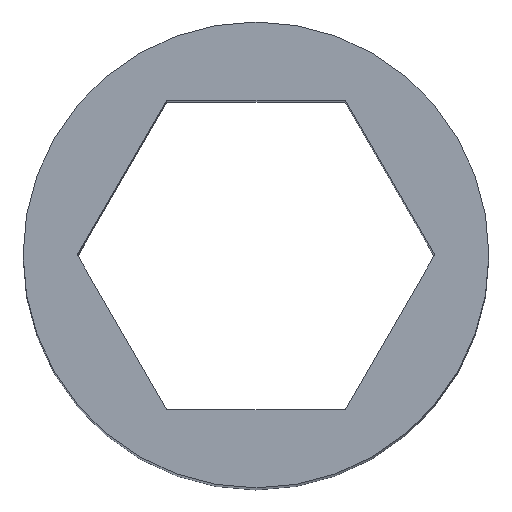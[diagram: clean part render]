
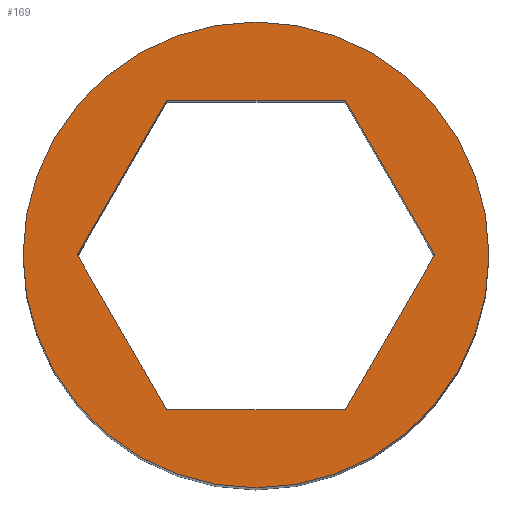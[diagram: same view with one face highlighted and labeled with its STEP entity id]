
A CAD part, top view. The second image highlights one B-rep face of the part: STEP entity #169.
In plain terms, the highlighted planar face has unit normal (0, 0, 1).
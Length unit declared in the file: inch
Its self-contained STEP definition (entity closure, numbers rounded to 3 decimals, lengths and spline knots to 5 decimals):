
#6 = ORIENTED_EDGE ( 'NONE', *, *, #205, .F. ) ;
#7 = PLANE ( 'NONE',  #126 ) ;
#10 = CIRCLE ( 'NONE', #222, 0.38386 ) ;
#12 = CARTESIAN_POINT ( 'NONE',  ( 0., 0., 1. ) ) ;
#13 = LINE ( 'NONE', #282, #113 ) ;
#18 = EDGE_LOOP ( 'NONE', ( #258, #81 ) ) ;
#19 = LINE ( 'NONE', #202, #324 ) ;
#20 = VERTEX_POINT ( 'NONE', #333 ) ;
#26 = VERTEX_POINT ( 'NONE', #311 ) ;
#38 = VECTOR ( 'NONE', #212, 39.37008 ) ;
#54 = VERTEX_POINT ( 'NONE', #337 ) ;
#63 = CARTESIAN_POINT ( 'NONE',  ( 0.14722, 0.255, 1. ) ) ;
#81 = ORIENTED_EDGE ( 'NONE', *, *, #107, .T. ) ;
#91 = DIRECTION ( 'NONE',  ( -1., 0., 0. ) ) ;
#95 = DIRECTION ( 'NONE',  ( 0., 0., 1. ) ) ;
#98 = CARTESIAN_POINT ( 'NONE',  ( 0., 0., 1. ) ) ;
#102 = CARTESIAN_POINT ( 'NONE',  ( -0.14722, 0.255, 1. ) ) ;
#107 = EDGE_CURVE ( 'NONE', #161, #20, #10, .T. ) ;
#110 = DIRECTION ( 'NONE',  ( 0., 0., 1. ) ) ;
#113 = VECTOR ( 'NONE', #251, 39.37008 ) ;
#115 = DIRECTION ( 'NONE',  ( 1., 0., 0. ) ) ;
#121 = EDGE_LOOP ( 'NONE', ( #344, #292, #142, #153, #306, #6 ) ) ;
#122 = DIRECTION ( 'NONE',  ( 1., 0., 0. ) ) ;
#124 = CARTESIAN_POINT ( 'NONE',  ( 0.14722, 0.255, 1. ) ) ;
#126 = AXIS2_PLACEMENT_3D ( 'NONE', #12, #110, #115 ) ;
#129 = DIRECTION ( 'NONE',  ( 0.5, -0.866, 0. ) ) ;
#135 = VERTEX_POINT ( 'NONE', #226 ) ;
#142 = ORIENTED_EDGE ( 'NONE', *, *, #175, .F. ) ;
#147 = CARTESIAN_POINT ( 'NONE',  ( 0.14722, -0.255, 1. ) ) ;
#153 = ORIENTED_EDGE ( 'NONE', *, *, #313, .F. ) ;
#154 = LINE ( 'NONE', #147, #346 ) ;
#161 = VERTEX_POINT ( 'NONE', #223 ) ;
#162 = EDGE_CURVE ( 'NONE', #135, #26, #13, .T. ) ;
#169 = ADVANCED_FACE ( 'NONE', ( #338, #314 ), #7, .T. ) ;
#170 = CARTESIAN_POINT ( 'NONE',  ( 0., 0., 1. ) ) ;
#175 = EDGE_CURVE ( 'NONE', #203, #135, #225, .T. ) ;
#181 = DIRECTION ( 'NONE',  ( -0.5, 0.866, 0. ) ) ;
#185 = VECTOR ( 'NONE', #129, 39.37008 ) ;
#192 = DIRECTION ( 'NONE',  ( 0., 0., 1. ) ) ;
#193 = CIRCLE ( 'NONE', #266, 0.38386 ) ;
#198 = DIRECTION ( 'NONE',  ( 1., 0., 0. ) ) ;
#202 = CARTESIAN_POINT ( 'NONE',  ( 0.29445, 0., 1. ) ) ;
#203 = VERTEX_POINT ( 'NONE', #348 ) ;
#205 = EDGE_CURVE ( 'NONE', #54, #227, #19, .T. ) ;
#212 = DIRECTION ( 'NONE',  ( -0.5, -0.866, 0. ) ) ;
#222 = AXIS2_PLACEMENT_3D ( 'NONE', #170, #192, #198 ) ;
#223 = CARTESIAN_POINT ( 'NONE',  ( 0.38386, 0., 1. ) ) ;
#225 = LINE ( 'NONE', #235, #185 ) ;
#226 = CARTESIAN_POINT ( 'NONE',  ( -0.14722, -0.255, 1. ) ) ;
#227 = VERTEX_POINT ( 'NONE', #124 ) ;
#235 = CARTESIAN_POINT ( 'NONE',  ( -0.29445, 0., 1. ) ) ;
#251 = DIRECTION ( 'NONE',  ( 1., 0., 0. ) ) ;
#252 = EDGE_CURVE ( 'NONE', #227, #322, #341, .T. ) ;
#258 = ORIENTED_EDGE ( 'NONE', *, *, #294, .T. ) ;
#260 = EDGE_CURVE ( 'NONE', #26, #54, #154, .T. ) ;
#261 = DIRECTION ( 'NONE',  ( 0.5, 0.866, 0. ) ) ;
#264 = LINE ( 'NONE', #102, #38 ) ;
#266 = AXIS2_PLACEMENT_3D ( 'NONE', #98, #95, #122 ) ;
#282 = CARTESIAN_POINT ( 'NONE',  ( -0.14722, -0.255, 1. ) ) ;
#292 = ORIENTED_EDGE ( 'NONE', *, *, #162, .F. ) ;
#294 = EDGE_CURVE ( 'NONE', #20, #161, #193, .T. ) ;
#301 = CARTESIAN_POINT ( 'NONE',  ( -0.14722, 0.255, 1. ) ) ;
#306 = ORIENTED_EDGE ( 'NONE', *, *, #252, .F. ) ;
#310 = VECTOR ( 'NONE', #91, 39.37008 ) ;
#311 = CARTESIAN_POINT ( 'NONE',  ( 0.14722, -0.255, 1. ) ) ;
#313 = EDGE_CURVE ( 'NONE', #322, #203, #264, .T. ) ;
#314 = FACE_BOUND ( 'NONE', #121, .T. ) ;
#322 = VERTEX_POINT ( 'NONE', #301 ) ;
#324 = VECTOR ( 'NONE', #181, 39.37008 ) ;
#333 = CARTESIAN_POINT ( 'NONE',  ( -0.38386, 0., 1. ) ) ;
#337 = CARTESIAN_POINT ( 'NONE',  ( 0.29445, 0., 1. ) ) ;
#338 = FACE_OUTER_BOUND ( 'NONE', #18, .T. ) ;
#341 = LINE ( 'NONE', #63, #310 ) ;
#344 = ORIENTED_EDGE ( 'NONE', *, *, #260, .F. ) ;
#346 = VECTOR ( 'NONE', #261, 39.37008 ) ;
#348 = CARTESIAN_POINT ( 'NONE',  ( -0.29445, 0., 1. ) ) ;
